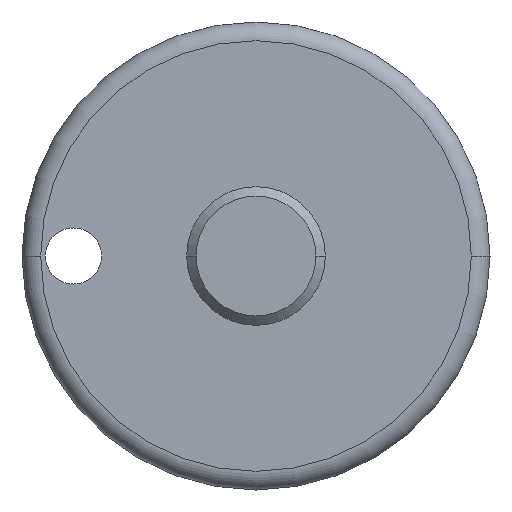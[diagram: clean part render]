
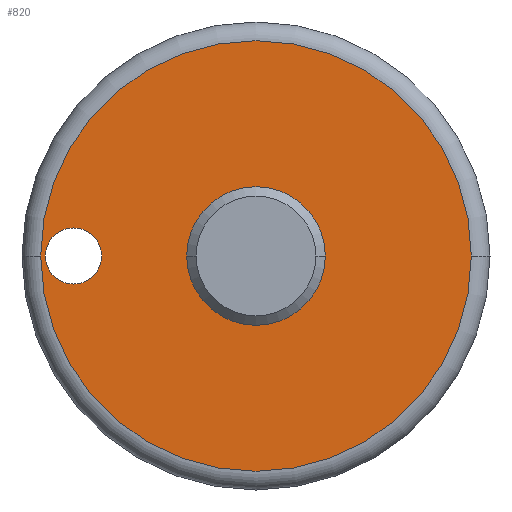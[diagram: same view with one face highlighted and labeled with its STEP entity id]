
A CAD part, left-side view. The second image highlights one B-rep face of the part: STEP entity #820.
In plain terms, the highlighted planar face has unit normal (-1, 0, 0).
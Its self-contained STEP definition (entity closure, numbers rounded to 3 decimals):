
#25 = DIRECTION ( 'NONE',  ( 0., 1., 0. ) ) ;
#40 = CARTESIAN_POINT ( 'NONE',  ( -38.681, 0.721, 0. ) ) ;
#48 = FACE_BOUND ( 'NONE', #825, .T. ) ;
#52 = ORIENTED_EDGE ( 'NONE', *, *, #967, .T. ) ;
#79 = VERTEX_POINT ( 'NONE', #256 ) ;
#101 = CARTESIAN_POINT ( 'NONE',  ( -38.681, 0.721, 0. ) ) ;
#141 = DIRECTION ( 'NONE',  ( 1., 0., 0. ) ) ;
#151 = AXIS2_PLACEMENT_3D ( 'NONE', #752, #324, #1071 ) ;
#172 = DIRECTION ( 'NONE',  ( 0., 1., 0. ) ) ;
#192 = CARTESIAN_POINT ( 'NONE',  ( -38.681, 4.421, 0. ) ) ;
#253 = DIRECTION ( 'NONE',  ( -1., 0., 0. ) ) ;
#256 = CARTESIAN_POINT ( 'NONE',  ( -38.681, 8.971, 0. ) ) ;
#272 = CARTESIAN_POINT ( 'NONE',  ( -38.681, 11.971, 0. ) ) ;
#273 = CIRCLE ( 'NONE', #341, 11.5 ) ;
#323 = VERTEX_POINT ( 'NONE', #849 ) ;
#324 = DIRECTION ( 'NONE',  ( 1., 0., 0. ) ) ;
#335 = VERTEX_POINT ( 'NONE', #779 ) ;
#339 = DIRECTION ( 'NONE',  ( 1., 0., 0. ) ) ;
#341 = AXIS2_PLACEMENT_3D ( 'NONE', #40, #467, #1027 ) ;
#344 = EDGE_LOOP ( 'NONE', ( #738, #394 ) ) ;
#394 = ORIENTED_EDGE ( 'NONE', *, *, #413, .T. ) ;
#406 = FACE_BOUND ( 'NONE', #442, .T. ) ;
#413 = EDGE_CURVE ( 'NONE', #323, #335, #273, .T. ) ;
#415 = ORIENTED_EDGE ( 'NONE', *, *, #972, .F. ) ;
#424 = VERTEX_POINT ( 'NONE', #957 ) ;
#428 = FACE_OUTER_BOUND ( 'NONE', #344, .T. ) ;
#442 = EDGE_LOOP ( 'NONE', ( #52, #445 ) ) ;
#445 = ORIENTED_EDGE ( 'NONE', *, *, #931, .T. ) ;
#467 = DIRECTION ( 'NONE',  ( -1., 0., 0. ) ) ;
#491 = DIRECTION ( 'NONE',  ( -1., 0., 0. ) ) ;
#560 = EDGE_CURVE ( 'NONE', #335, #323, #889, .T. ) ;
#572 = AXIS2_PLACEMENT_3D ( 'NONE', #937, #141, #25 ) ;
#577 = CARTESIAN_POINT ( 'NONE',  ( -38.681, 10.471, 0. ) ) ;
#581 = PLANE ( 'NONE',  #151 ) ;
#602 = CIRCLE ( 'NONE', #572, 1.5 ) ;
#617 = CIRCLE ( 'NONE', #618, 3.7 ) ;
#618 = AXIS2_PLACEMENT_3D ( 'NONE', #1068, #1007, #1004 ) ;
#657 = CARTESIAN_POINT ( 'NONE',  ( -38.681, 0.721, 0. ) ) ;
#715 = ORIENTED_EDGE ( 'NONE', *, *, #932, .F. ) ;
#738 = ORIENTED_EDGE ( 'NONE', *, *, #560, .T. ) ;
#752 = CARTESIAN_POINT ( 'NONE',  ( -38.681, 13.221, 0. ) ) ;
#779 = CARTESIAN_POINT ( 'NONE',  ( -38.681, 12.221, 0. ) ) ;
#809 = CIRCLE ( 'NONE', #885, 1.5 ) ;
#820 = ADVANCED_FACE ( 'NONE', ( #406, #428, #48 ), #581, .F. ) ;
#825 = EDGE_LOOP ( 'NONE', ( #715, #415 ) ) ;
#849 = CARTESIAN_POINT ( 'NONE',  ( -38.681, -10.779, 0. ) ) ;
#885 = AXIS2_PLACEMENT_3D ( 'NONE', #577, #339, #913 ) ;
#889 = CIRCLE ( 'NONE', #963, 11.5 ) ;
#913 = DIRECTION ( 'NONE',  ( 0., 1., 0. ) ) ;
#931 = EDGE_CURVE ( 'NONE', #79, #1037, #809, .T. ) ;
#932 = EDGE_CURVE ( 'NONE', #424, #1029, #617, .T. ) ;
#937 = CARTESIAN_POINT ( 'NONE',  ( -38.681, 10.471, 0. ) ) ;
#957 = CARTESIAN_POINT ( 'NONE',  ( -38.681, -2.979, 0. ) ) ;
#963 = AXIS2_PLACEMENT_3D ( 'NONE', #101, #491, #172 ) ;
#967 = EDGE_CURVE ( 'NONE', #1037, #79, #602, .T. ) ;
#972 = EDGE_CURVE ( 'NONE', #1029, #424, #978, .T. ) ;
#978 = CIRCLE ( 'NONE', #1016, 3.7 ) ;
#1002 = DIRECTION ( 'NONE',  ( 0., -1., 0. ) ) ;
#1004 = DIRECTION ( 'NONE',  ( 0., -1., 0. ) ) ;
#1007 = DIRECTION ( 'NONE',  ( -1., 0., 0. ) ) ;
#1016 = AXIS2_PLACEMENT_3D ( 'NONE', #657, #253, #1002 ) ;
#1027 = DIRECTION ( 'NONE',  ( 0., 1., 0. ) ) ;
#1029 = VERTEX_POINT ( 'NONE', #192 ) ;
#1037 = VERTEX_POINT ( 'NONE', #272 ) ;
#1068 = CARTESIAN_POINT ( 'NONE',  ( -38.681, 0.721, 0. ) ) ;
#1071 = DIRECTION ( 'NONE',  ( 0., 1., 0. ) ) ;
